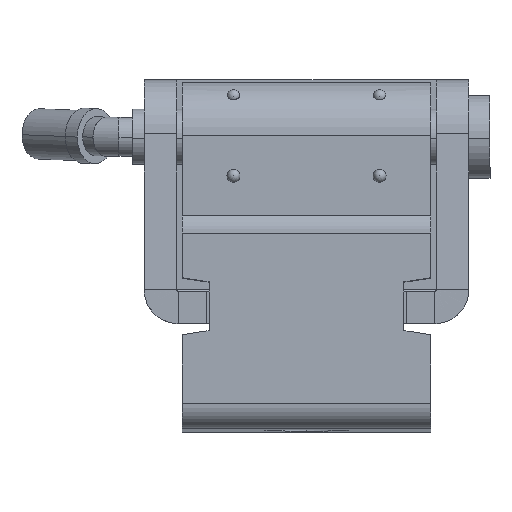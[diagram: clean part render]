
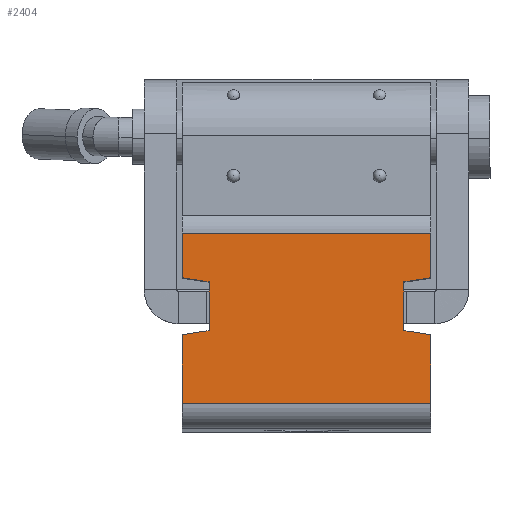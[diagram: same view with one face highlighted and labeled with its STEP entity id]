
A CAD part, front view. The second image highlights one B-rep face of the part: STEP entity #2404.
In plain terms, the highlighted face is planar.
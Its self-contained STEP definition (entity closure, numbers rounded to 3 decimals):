
#46 = DIRECTION ( 'NONE',  ( 1., 0., 0. ) ) ;
#336 = CARTESIAN_POINT ( 'NONE',  ( 1.51, 0., 7.65 ) ) ;
#1366 = ORIENTED_EDGE ( 'NONE', *, *, #17616, .T. ) ;
#1802 = LINE ( 'NONE', #16926, #3342 ) ;
#2203 = CARTESIAN_POINT ( 'NONE',  ( 6., 0., 6. ) ) ;
#2213 = EDGE_CURVE ( 'NONE', #17267, #6501, #20618, .T. ) ;
#2404 = ADVANCED_FACE ( 'NONE', ( #21135 ), #19273, .F. ) ;
#2829 = AXIS2_PLACEMENT_3D ( 'NONE', #20450, #3501, #21620 ) ;
#3043 = DIRECTION ( 'NONE',  ( 1., 0., 0. ) ) ;
#3076 = DIRECTION ( 'NONE',  ( 1., 0., 0. ) ) ;
#3310 = CARTESIAN_POINT ( 'NONE',  ( 9.25, 0., -7.65 ) ) ;
#3342 = VECTOR ( 'NONE', #46, 1000. ) ;
#3373 = VECTOR ( 'NONE', #7964, 1000. ) ;
#3437 = DIRECTION ( 'NONE',  ( -0.15, 0., 0.989 ) ) ;
#3501 = DIRECTION ( 'NONE',  ( 0., 1., 0. ) ) ;
#3757 = VERTEX_POINT ( 'NONE', #5017 ) ;
#4282 = EDGE_CURVE ( 'NONE', #11642, #17092, #21627, .T. ) ;
#4807 = LINE ( 'NONE', #3310, #15311 ) ;
#4832 = VECTOR ( 'NONE', #15064, 1000. ) ;
#5017 = CARTESIAN_POINT ( 'NONE',  ( 11.996, 0., -7.65 ) ) ;
#5096 = CARTESIAN_POINT ( 'NONE',  ( 11.996, 0., 7.65 ) ) ;
#5375 = VECTOR ( 'NONE', #13651, 1000. ) ;
#5865 = EDGE_CURVE ( 'NONE', #20644, #3757, #1802, .T. ) ;
#6068 = ORIENTED_EDGE ( 'NONE', *, *, #5865, .T. ) ;
#6097 = LINE ( 'NONE', #17475, #5375 ) ;
#6124 = CARTESIAN_POINT ( 'NONE',  ( 11.996, 0., 7.65 ) ) ;
#6277 = LINE ( 'NONE', #14326, #13810 ) ;
#6501 = VERTEX_POINT ( 'NONE', #20902 ) ;
#6512 = VECTOR ( 'NONE', #18320, 1000. ) ;
#6525 = VERTEX_POINT ( 'NONE', #2203 ) ;
#7964 = DIRECTION ( 'NONE',  ( -1., 0., 0. ) ) ;
#7975 = DIRECTION ( 'NONE',  ( -0.15, 0., -0.989 ) ) ;
#8010 = CARTESIAN_POINT ( 'NONE',  ( 0., 0., 6. ) ) ;
#8337 = LINE ( 'NONE', #17251, #19345 ) ;
#8358 = EDGE_LOOP ( 'NONE', ( #13955, #12794, #16992, #6068, #14082, #17445, #18184, #22519, #8546, #22946, #17041, #1366 ) ) ;
#8546 = ORIENTED_EDGE ( 'NONE', *, *, #10690, .T. ) ;
#8570 = VECTOR ( 'NONE', #14488, 1000. ) ;
#9044 = CARTESIAN_POINT ( 'NONE',  ( 0., 0., 7.65 ) ) ;
#10123 = LINE ( 'NONE', #8010, #16838 ) ;
#10521 = EDGE_CURVE ( 'NONE', #18517, #17267, #17350, .T. ) ;
#10690 = EDGE_CURVE ( 'NONE', #6525, #10906, #6097, .T. ) ;
#10906 = VERTEX_POINT ( 'NONE', #12417 ) ;
#11309 = EDGE_CURVE ( 'NONE', #14202, #6525, #10123, .T. ) ;
#11642 = VERTEX_POINT ( 'NONE', #336 ) ;
#11838 = DIRECTION ( 'NONE',  ( -1., 0., 0. ) ) ;
#12417 = CARTESIAN_POINT ( 'NONE',  ( 5.75, 0., 7.65 ) ) ;
#12709 = EDGE_CURVE ( 'NONE', #19753, #14202, #8337, .T. ) ;
#12794 = ORIENTED_EDGE ( 'NONE', *, *, #10521, .F. ) ;
#13241 = VERTEX_POINT ( 'NONE', #6124 ) ;
#13651 = DIRECTION ( 'NONE',  ( -0.15, 0., 0.989 ) ) ;
#13810 = VECTOR ( 'NONE', #3043, 1000. ) ;
#13955 = ORIENTED_EDGE ( 'NONE', *, *, #2213, .F. ) ;
#14082 = ORIENTED_EDGE ( 'NONE', *, *, #20802, .T. ) ;
#14112 = DIRECTION ( 'NONE',  ( 0., 0., -1. ) ) ;
#14202 = VERTEX_POINT ( 'NONE', #14532 ) ;
#14326 = CARTESIAN_POINT ( 'NONE',  ( 0., 0., -7.65 ) ) ;
#14488 = DIRECTION ( 'NONE',  ( 1., 0., 0. ) ) ;
#14532 = CARTESIAN_POINT ( 'NONE',  ( 9., 0., 6. ) ) ;
#14971 = CARTESIAN_POINT ( 'NONE',  ( 6., 0., -6. ) ) ;
#15064 = DIRECTION ( 'NONE',  ( -0.15, 0., -0.989 ) ) ;
#15199 = CARTESIAN_POINT ( 'NONE',  ( 9.25, 0., 7.65 ) ) ;
#15311 = VECTOR ( 'NONE', #3437, 1000. ) ;
#16078 = CARTESIAN_POINT ( 'NONE',  ( 0., 0., 7.65 ) ) ;
#16755 = EDGE_CURVE ( 'NONE', #19753, #13241, #21498, .T. ) ;
#16838 = VECTOR ( 'NONE', #11838, 1000. ) ;
#16854 = EDGE_CURVE ( 'NONE', #11642, #10906, #18302, .T. ) ;
#16926 = CARTESIAN_POINT ( 'NONE',  ( 0., 0., -7.65 ) ) ;
#16992 = ORIENTED_EDGE ( 'NONE', *, *, #24022, .F. ) ;
#17041 = ORIENTED_EDGE ( 'NONE', *, *, #4282, .T. ) ;
#17092 = VERTEX_POINT ( 'NONE', #23746 ) ;
#17251 = CARTESIAN_POINT ( 'NONE',  ( 9.25, 0., 7.65 ) ) ;
#17267 = VERTEX_POINT ( 'NONE', #14971 ) ;
#17350 = LINE ( 'NONE', #23024, #3373 ) ;
#17445 = ORIENTED_EDGE ( 'NONE', *, *, #16755, .F. ) ;
#17475 = CARTESIAN_POINT ( 'NONE',  ( 6., 0., 6. ) ) ;
#17616 = EDGE_CURVE ( 'NONE', #17092, #6501, #6277, .T. ) ;
#17801 = VECTOR ( 'NONE', #3076, 1000. ) ;
#18184 = ORIENTED_EDGE ( 'NONE', *, *, #12709, .T. ) ;
#18302 = LINE ( 'NONE', #9044, #17801 ) ;
#18320 = DIRECTION ( 'NONE',  ( 0., 0., 1. ) ) ;
#18447 = CARTESIAN_POINT ( 'NONE',  ( 9.25, 0., -7.65 ) ) ;
#18517 = VERTEX_POINT ( 'NONE', #21811 ) ;
#18765 = CARTESIAN_POINT ( 'NONE',  ( 6., 0., -6. ) ) ;
#19273 = PLANE ( 'NONE',  #2829 ) ;
#19345 = VECTOR ( 'NONE', #7975, 1000. ) ;
#19753 = VERTEX_POINT ( 'NONE', #15199 ) ;
#20450 = CARTESIAN_POINT ( 'NONE',  ( 0., 0., 7.65 ) ) ;
#20618 = LINE ( 'NONE', #18765, #4832 ) ;
#20644 = VERTEX_POINT ( 'NONE', #18447 ) ;
#20802 = EDGE_CURVE ( 'NONE', #3757, #13241, #22397, .T. ) ;
#20902 = CARTESIAN_POINT ( 'NONE',  ( 5.75, 0., -7.65 ) ) ;
#21135 = FACE_OUTER_BOUND ( 'NONE', #8358, .T. ) ;
#21385 = VECTOR ( 'NONE', #14112, 1000. ) ;
#21498 = LINE ( 'NONE', #16078, #8570 ) ;
#21620 = DIRECTION ( 'NONE',  ( 0., 0., 1. ) ) ;
#21627 = LINE ( 'NONE', #22995, #21385 ) ;
#21811 = CARTESIAN_POINT ( 'NONE',  ( 9., 0., -6. ) ) ;
#22397 = LINE ( 'NONE', #5096, #6512 ) ;
#22519 = ORIENTED_EDGE ( 'NONE', *, *, #11309, .T. ) ;
#22946 = ORIENTED_EDGE ( 'NONE', *, *, #16854, .F. ) ;
#22995 = CARTESIAN_POINT ( 'NONE',  ( 1.51, 0., 7.65 ) ) ;
#23024 = CARTESIAN_POINT ( 'NONE',  ( 0., 0., -6. ) ) ;
#23746 = CARTESIAN_POINT ( 'NONE',  ( 1.51, 0., -7.65 ) ) ;
#24022 = EDGE_CURVE ( 'NONE', #20644, #18517, #4807, .T. ) ;
